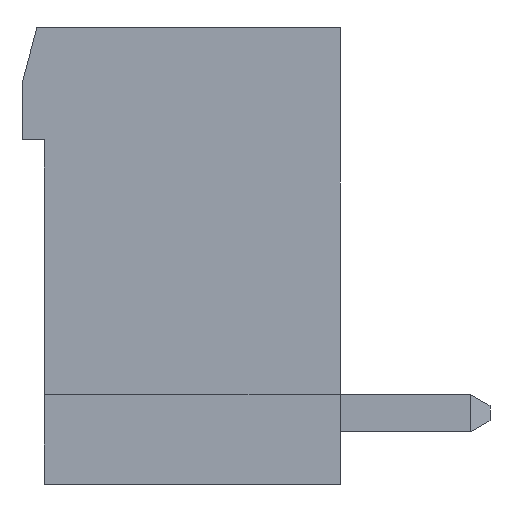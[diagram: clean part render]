
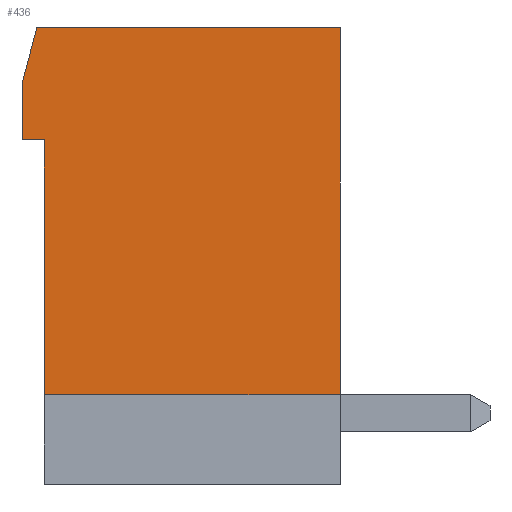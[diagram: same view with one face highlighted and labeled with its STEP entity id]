
A CAD part, front view. The second image highlights one B-rep face of the part: STEP entity #436.
In plain terms, the highlighted planar face has unit normal (0, -1, 0).
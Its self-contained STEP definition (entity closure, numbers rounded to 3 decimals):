
#436 = ADVANCED_FACE( '', ( #902 ), #903, .F. );
#902 = FACE_OUTER_BOUND( '', #1374, .T. );
#903 = PLANE( '', #1375 );
#1374 = EDGE_LOOP( '', ( #2606, #2607, #2608, #2609, #2610, #2611, #2612 ) );
#1375 = AXIS2_PLACEMENT_3D( '', #2613, #2614, #2615 );
#2606 = ORIENTED_EDGE( '', *, *, #3139, .T. );
#2607 = ORIENTED_EDGE( '', *, *, #3169, .T. );
#2608 = ORIENTED_EDGE( '', *, *, #3162, .T. );
#2609 = ORIENTED_EDGE( '', *, *, #3219, .T. );
#2610 = ORIENTED_EDGE( '', *, *, #3191, .T. );
#2611 = ORIENTED_EDGE( '', *, *, #2905, .T. );
#2612 = ORIENTED_EDGE( '', *, *, #2806, .T. );
#2613 = CARTESIAN_POINT( '', ( 216.4, -44.72, -3. ) );
#2614 = DIRECTION( '', ( 0., 1., 0. ) );
#2615 = DIRECTION( '', ( 0., 0., -1. ) );
#2806 = EDGE_CURVE( '', #3361, #3365, #3367, .T. );
#2905 = EDGE_CURVE( '', #3534, #3361, #3537, .T. );
#3139 = EDGE_CURVE( '', #3365, #3869, #3871, .T. );
#3162 = EDGE_CURVE( '', #3900, #3898, #3901, .T. );
#3169 = EDGE_CURVE( '', #3869, #3900, #3909, .T. );
#3191 = EDGE_CURVE( '', #3935, #3534, #3936, .T. );
#3219 = EDGE_CURVE( '', #3898, #3935, #3968, .T. );
#3361 = VERTEX_POINT( '', #4151 );
#3365 = VERTEX_POINT( '', #4157 );
#3367 = LINE( '', #4160, #4161 );
#3534 = VERTEX_POINT( '', #4407 );
#3537 = LINE( '', #4412, #4413 );
#3869 = VERTEX_POINT( '', #4905 );
#3871 = LINE( '', #4908, #4909 );
#3898 = VERTEX_POINT( '', #4951 );
#3900 = VERTEX_POINT( '', #4954 );
#3901 = LINE( '', #4955, #4956 );
#3909 = LINE( '', #4969, #4970 );
#3935 = VERTEX_POINT( '', #5006 );
#3936 = LINE( '', #5007, #5008 );
#3968 = LINE( '', #5054, #5055 );
#4151 = CARTESIAN_POINT( '', ( 216.5, -44.72, -3. ) );
#4157 = CARTESIAN_POINT( '', ( 217.1, -44.72, -3. ) );
#4160 = CARTESIAN_POINT( '', ( 216.9, -44.72, -3. ) );
#4161 = VECTOR( '', #5165, 1000. );
#4407 = CARTESIAN_POINT( '', ( 216.5, -44.72, -1.493 ) );
#4412 = CARTESIAN_POINT( '', ( 216.5, -44.72, -3. ) );
#4413 = VECTOR( '', #5247, 1000. );
#4905 = CARTESIAN_POINT( '', ( 217.1, -44.72, -9.8 ) );
#4908 = CARTESIAN_POINT( '', ( 217.1, -44.72, -9.8 ) );
#4909 = VECTOR( '', #5451, 1000. );
#4951 = CARTESIAN_POINT( '', ( 225., -44.72, 0. ) );
#4954 = CARTESIAN_POINT( '', ( 225., -44.72, -9.8 ) );
#4955 = CARTESIAN_POINT( '', ( 225., -44.72, 0. ) );
#4956 = VECTOR( '', #5468, 1000. );
#4969 = CARTESIAN_POINT( '', ( 225., -44.72, -9.8 ) );
#4970 = VECTOR( '', #5474, 1000. );
#5006 = CARTESIAN_POINT( '', ( 216.9, -44.72, 0. ) );
#5007 = CARTESIAN_POINT( '', ( 216.5, -44.72, -1.493 ) );
#5008 = VECTOR( '', #5491, 1000. );
#5054 = CARTESIAN_POINT( '', ( 216.8, -44.72, 0. ) );
#5055 = VECTOR( '', #5509, 1000. );
#5165 = DIRECTION( '', ( 1., 0., 0. ) );
#5247 = DIRECTION( '', ( 0., 0., -1. ) );
#5451 = DIRECTION( '', ( 0., 0., -1. ) );
#5468 = DIRECTION( '', ( 0., 0., 1. ) );
#5474 = DIRECTION( '', ( 1., 0., 0. ) );
#5491 = DIRECTION( '', ( -0.259, 0., -0.966 ) );
#5509 = DIRECTION( '', ( -1., 0., 0. ) );
